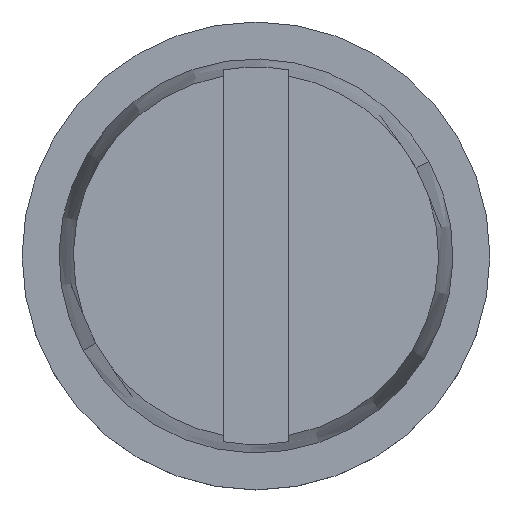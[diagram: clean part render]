
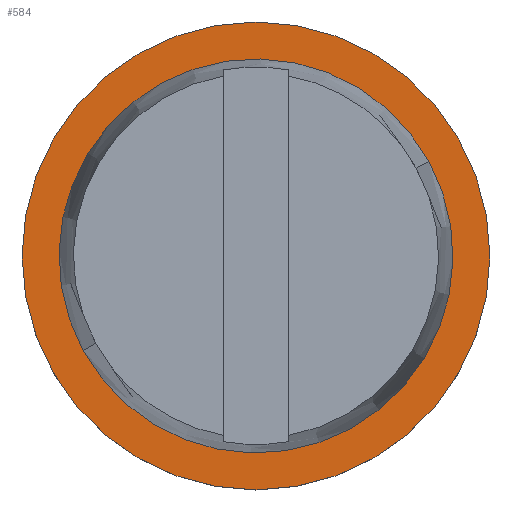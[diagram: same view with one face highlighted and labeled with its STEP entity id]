
A CAD part, top view. The second image highlights one B-rep face of the part: STEP entity #584.
In plain terms, the highlighted planar face has unit normal (0, 0, 1).
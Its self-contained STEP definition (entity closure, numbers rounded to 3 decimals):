
#296=AXIS2_PLACEMENT_3D('Circle Axis2P3D',#294,#295,$) ;
#356=AXIS2_PLACEMENT_3D('Circle Axis2P3D',#354,#355,$) ;
#494=AXIS2_PLACEMENT_3D('Circle Axis2P3D',#492,#493,$) ;
#518=AXIS2_PLACEMENT_3D('Circle Axis2P3D',#516,#517,$) ;
#574=AXIS2_PLACEMENT_3D('Plane Axis2P3D',#571,#572,#573) ;
#291=CARTESIAN_POINT('Vertex',(0.744,1.704,20.5)) ;
#294=CARTESIAN_POINT('Axis2P3D Location',(2.85,2.855,20.5)) ;
#298=CARTESIAN_POINT('Vertex',(4.956,4.005,20.5)) ;
#354=CARTESIAN_POINT('Axis2P3D Location',(2.85,2.855,20.5)) ;
#489=CARTESIAN_POINT('Vertex',(0.,2.855,20.5)) ;
#492=CARTESIAN_POINT('Axis2P3D Location',(2.85,2.855,20.5)) ;
#496=CARTESIAN_POINT('Vertex',(5.7,2.855,20.5)) ;
#516=CARTESIAN_POINT('Axis2P3D Location',(2.85,2.855,20.5)) ;
#571=CARTESIAN_POINT('Axis2P3D Location',(2.85,2.855,20.5)) ;
#295=DIRECTION('Axis2P3D Direction',(0.,0.,-1.)) ;
#355=DIRECTION('Axis2P3D Direction',(0.,0.,-1.)) ;
#493=DIRECTION('Axis2P3D Direction',(-0.,0.,1.)) ;
#517=DIRECTION('Axis2P3D Direction',(-0.,0.,1.)) ;
#572=DIRECTION('Axis2P3D Direction',(-0.,0.,1.)) ;
#573=DIRECTION('Axis2P3D XDirection',(1.,0.,0.)) ;
#577=ORIENTED_EDGE('',*,*,#498,.T.) ;
#578=ORIENTED_EDGE('',*,*,#520,.T.) ;
#581=ORIENTED_EDGE('',*,*,#300,.F.) ;
#582=ORIENTED_EDGE('',*,*,#358,.F.) ;
#583=FACE_BOUND('',#580,.T.) ;
#584=ADVANCED_FACE('V1',(#579,#583),#575,.T.) ;
#297=CIRCLE('generated circle',#296,2.4) ;
#357=CIRCLE('generated circle',#356,2.4) ;
#495=CIRCLE('generated circle',#494,2.85) ;
#519=CIRCLE('generated circle',#518,2.85) ;
#300=EDGE_CURVE('',#292,#299,#297,.F.) ;
#358=EDGE_CURVE('',#299,#292,#357,.F.) ;
#498=EDGE_CURVE('',#497,#490,#495,.T.) ;
#520=EDGE_CURVE('',#490,#497,#519,.T.) ;
#576=EDGE_LOOP('',(#577,#578)) ;
#580=EDGE_LOOP('',(#581,#582)) ;
#579=FACE_OUTER_BOUND('',#576,.T.) ;
#575=PLANE('',#574) ;
#292=VERTEX_POINT('',#291) ;
#299=VERTEX_POINT('',#298) ;
#490=VERTEX_POINT('',#489) ;
#497=VERTEX_POINT('',#496) ;
